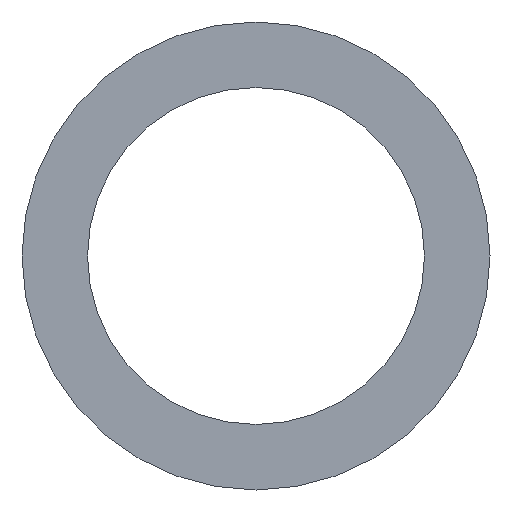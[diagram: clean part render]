
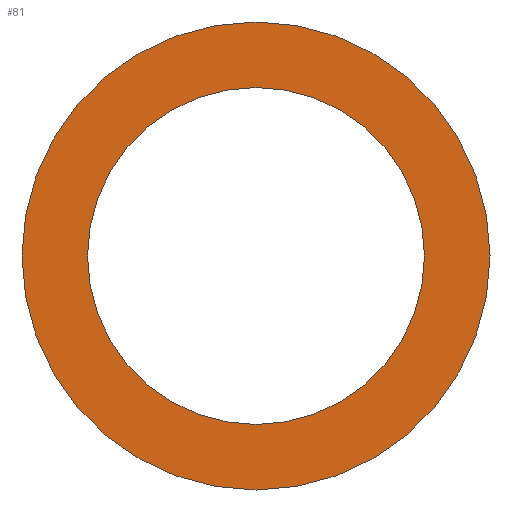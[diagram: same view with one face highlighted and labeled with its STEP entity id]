
A CAD part, front view. The second image highlights one B-rep face of the part: STEP entity #81.
In plain terms, the highlighted planar face has unit normal (0, -1, 0).
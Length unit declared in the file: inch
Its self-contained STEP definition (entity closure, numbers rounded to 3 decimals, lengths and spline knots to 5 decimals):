
#2 = EDGE_LOOP ( 'NONE', ( #60, #13 ) ) ;
#6 = EDGE_LOOP ( 'NONE', ( #39, #247 ) ) ;
#13 = ORIENTED_EDGE ( 'NONE', *, *, #204, .F. ) ;
#18 = CARTESIAN_POINT ( 'NONE',  ( 0., -0.0495, 0.16 ) ) ;
#22 = DIRECTION ( 'NONE',  ( 0., 1., 0. ) ) ;
#25 = VERTEX_POINT ( 'NONE', #18 ) ;
#37 = DIRECTION ( 'NONE',  ( 0., 0., 1. ) ) ;
#38 = DIRECTION ( 'NONE',  ( 0., 1., 0. ) ) ;
#39 = ORIENTED_EDGE ( 'NONE', *, *, #239, .T. ) ;
#41 = CIRCLE ( 'NONE', #228, 0.16 ) ;
#52 = CARTESIAN_POINT ( 'NONE',  ( 0., -0.0495, -0.16 ) ) ;
#60 = ORIENTED_EDGE ( 'NONE', *, *, #143, .F. ) ;
#80 = AXIS2_PLACEMENT_3D ( 'NONE', #101, #142, #252 ) ;
#81 = ADVANCED_FACE ( 'NONE', ( #161, #200 ), #244, .F. ) ;
#82 = CARTESIAN_POINT ( 'NONE',  ( 0., -0.0495, 0. ) ) ;
#88 = DIRECTION ( 'NONE',  ( 0., 0., 1. ) ) ;
#89 = DIRECTION ( 'NONE',  ( 0., 1., 0. ) ) ;
#101 = CARTESIAN_POINT ( 'NONE',  ( 0., -0.0495, 0. ) ) ;
#103 = CARTESIAN_POINT ( 'NONE',  ( 0., -0.0495, 0. ) ) ;
#110 = CIRCLE ( 'NONE', #80, 0.22225 ) ;
#122 = CARTESIAN_POINT ( 'NONE',  ( 0., -0.0495, 0. ) ) ;
#135 = VERTEX_POINT ( 'NONE', #154 ) ;
#138 = DIRECTION ( 'NONE',  ( 0., 1., 0. ) ) ;
#142 = DIRECTION ( 'NONE',  ( 0., 1., 0. ) ) ;
#143 = EDGE_CURVE ( 'NONE', #135, #213, #110, .T. ) ;
#149 = CIRCLE ( 'NONE', #215, 0.22225 ) ;
#150 = VERTEX_POINT ( 'NONE', #52 ) ;
#154 = CARTESIAN_POINT ( 'NONE',  ( 0., -0.0495, -0.22225 ) ) ;
#161 = FACE_OUTER_BOUND ( 'NONE', #2, .T. ) ;
#175 = CIRCLE ( 'NONE', #218, 0.16 ) ;
#178 = AXIS2_PLACEMENT_3D ( 'NONE', #82, #138, #242 ) ;
#184 = DIRECTION ( 'NONE',  ( 0., 0., 1. ) ) ;
#189 = EDGE_CURVE ( 'NONE', #25, #150, #175, .T. ) ;
#200 = FACE_BOUND ( 'NONE', #6, .T. ) ;
#204 = EDGE_CURVE ( 'NONE', #213, #135, #149, .T. ) ;
#213 = VERTEX_POINT ( 'NONE', #251 ) ;
#215 = AXIS2_PLACEMENT_3D ( 'NONE', #231, #22, #184 ) ;
#218 = AXIS2_PLACEMENT_3D ( 'NONE', #103, #89, #88 ) ;
#228 = AXIS2_PLACEMENT_3D ( 'NONE', #122, #38, #37 ) ;
#231 = CARTESIAN_POINT ( 'NONE',  ( 0., -0.0495, 0. ) ) ;
#239 = EDGE_CURVE ( 'NONE', #150, #25, #41, .T. ) ;
#242 = DIRECTION ( 'NONE',  ( 0., 0., 1. ) ) ;
#244 = PLANE ( 'NONE',  #178 ) ;
#247 = ORIENTED_EDGE ( 'NONE', *, *, #189, .T. ) ;
#251 = CARTESIAN_POINT ( 'NONE',  ( 0., -0.0495, 0.22225 ) ) ;
#252 = DIRECTION ( 'NONE',  ( 0., 0., 1. ) ) ;
